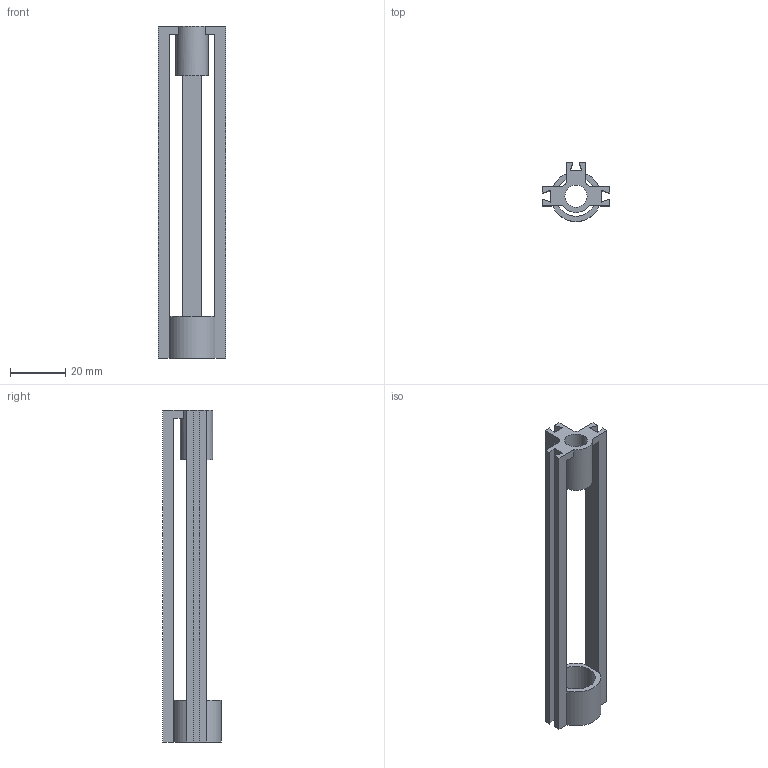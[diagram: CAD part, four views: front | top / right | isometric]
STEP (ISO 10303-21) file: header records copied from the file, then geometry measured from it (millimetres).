
FILE_DESCRIPTION(/* description */ (''),/* implementation_level */ '2;1');
FILE_NAME(/* name */ '8c9d4389-cf4a-4791-adeb-a558c5ca2e7f.stp',/* time_stamp */ '2019-01-08T14:13:10+00:00',/* author */ (''),/* organization */ (''),/* preprocessor_version */ 'ST-DEVELOPER v17.2',/* originating_system */ 'Autodesk Translation Framework v7.6.0.251',/* authorisation */ '');
FILE_SCHEMA (('AUTOMOTIVE_DESIGN { 1 0 10303 214 3 1 1 }'));
Length unit declared in the file: millimetre
Products named in the file (1): rod attachment 2
Bounding box: 24.4 x 21.2 x 120 mm (x, y, z)
Volume: 8953.9 mm3; surface area: 13444.9 mm2
Topology: 1 solids, 1 shells, 37 faces, 117 edges, 78 vertices
Faces by surface type: plane 31, cylinder 6
Full cylindrical faces by diameter (mm): 8 x1, 11.8 x1, 14.2 x1
Entity records: 1345 total; most frequent: ORIENTED_EDGE 234, CARTESIAN_POINT 233, DIRECTION 211, EDGE_CURVE 117, LINE 99, VECTOR 99, VERTEX_POINT 78, AXIS2_PLACEMENT_3D 56
